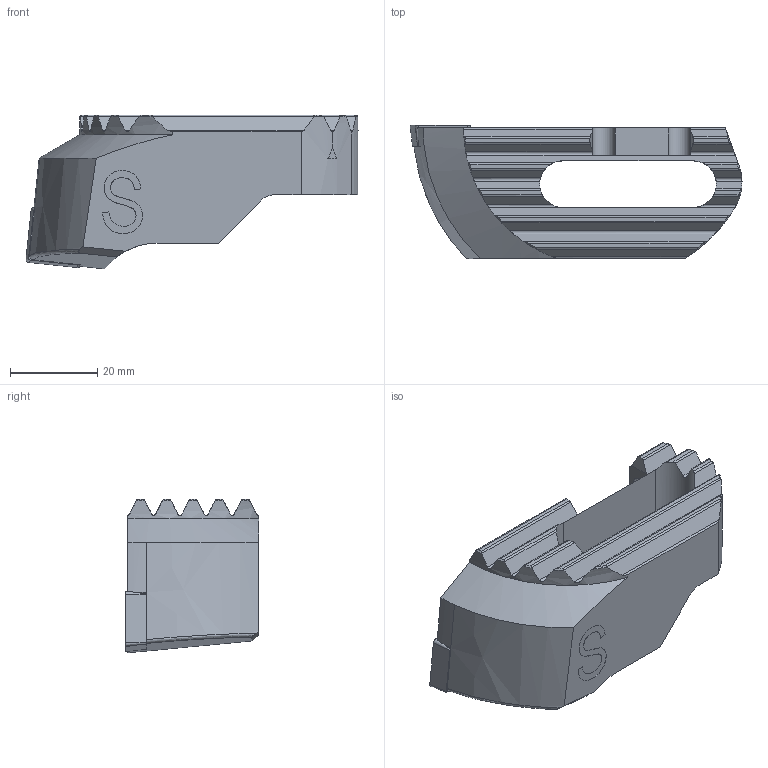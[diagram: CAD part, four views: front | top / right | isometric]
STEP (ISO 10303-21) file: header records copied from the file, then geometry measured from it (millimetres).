
FILE_DESCRIPTION(('no description'),'unknown implementation level');
FILE_NAME('0AEF2821-AFFC-486E-A4D8-E85790390D60_export.stp',' ',('CIMSOURCE GmbH'),('CADClick - KiM GmbH - www.kimweb.de'),'unknown preprocess','ACIS','unknown authorization');
FILE_SCHEMA(('automotive_design'));
Length unit declared in the file: millimetre
Products named in the file (3): 639.165 Kaiser 88-110 SW68 SC12 S|694.150 Kaiser ETL M5 X 13,3 T20 IP 10S;Kreismuster1; 639.165 Kaiser 88-110 SW68 SC12 S|639.165 Kaiser 88-110 SW68 SC12 S;RSS-Marke; 639.165 Kaiser 88-110 SW68 SC12 S|654.350 Kaiser SCMT 120408 P20C;Kombinieren1
Bounding box: 76 x 30.46 x 35.19 mm (x, y, z)
Volume: 34957.9 mm3; surface area: 11619.5 mm2
Topology: 3 solids, 3 shells, 217 faces, 594 edges, 385 vertices
Faces by surface type: plane 79, cylinder 71, bspline 31, cone 28, torus 8
Entity records: 16972 total; most frequent: CARTESIAN_POINT 4989, STYLED_ITEM 1197, PRESENTATION_STYLE_ASSIGNMENT 1197, COLOUR_RGB 1197, ORIENTED_EDGE 1184, DIRECTION 1032, EDGE_CURVE 592, CURVE_STYLE 592
